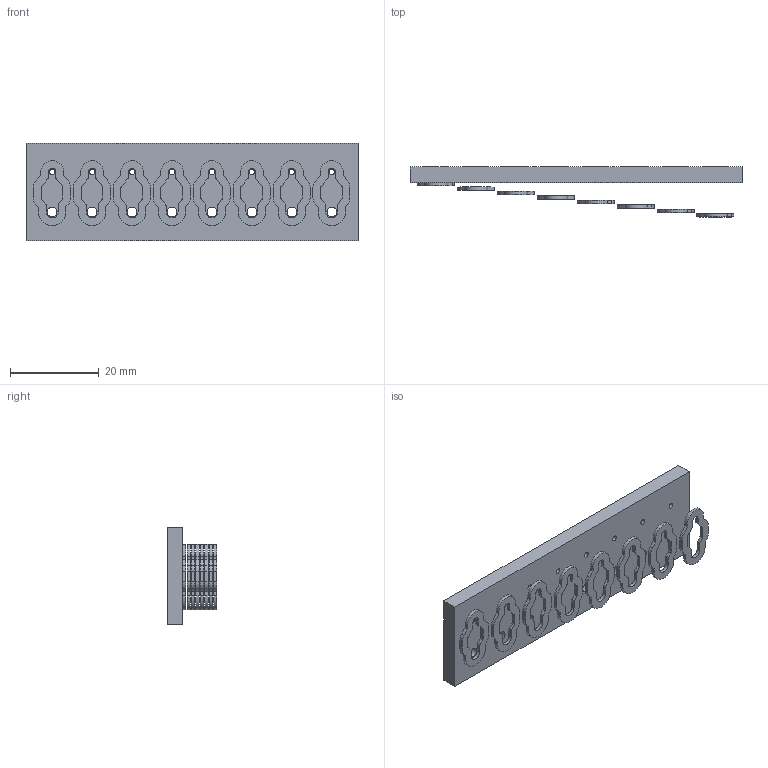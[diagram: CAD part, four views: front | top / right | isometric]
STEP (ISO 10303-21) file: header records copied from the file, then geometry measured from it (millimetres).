
FILE_DESCRIPTION(/* description */ (''),/* implementation_level */ '2;1');
FILE_NAME(/* name */ 'Flow Cell - Pipette interface with Gasket v38.step',/* time_stamp */ '2019-11-05T11:50:12+01:00',/* author */ (''),/* organization */ (''),/* preprocessor_version */ 'ST-DEVELOPER v18',/* originating_system */ 'Autodesk Translation Framework v8.9.1.1155',/* authorisation */ '');
FILE_SCHEMA (('AUTOMOTIVE_DESIGN { 1 0 10303 214 3 1 1 }'));
Length unit declared in the file: millimetre
Products named in the file (1): Flow Cell - Pipette interface with Gasket
Bounding box: 74.8 x 11.25 x 21.9 mm (x, y, z)
Volume: 5757 mm3; surface area: 5468 mm2
Topology: 9 solids, 9 shells, 342 faces, 956 edges, 632 vertices
Faces by surface type: plane 182, cylinder 144, bspline 8, cone 8
Full cylindrical faces by diameter (mm): 1.2 x8, 2.2 x8
Entity records: 12443 total; most frequent: CARTESIAN_POINT 3275, ORIENTED_EDGE 1912, DIRECTION 1898, EDGE_CURVE 956, LINE 652, VECTOR 652, VERTEX_POINT 632, AXIS2_PLACEMENT_3D 623
